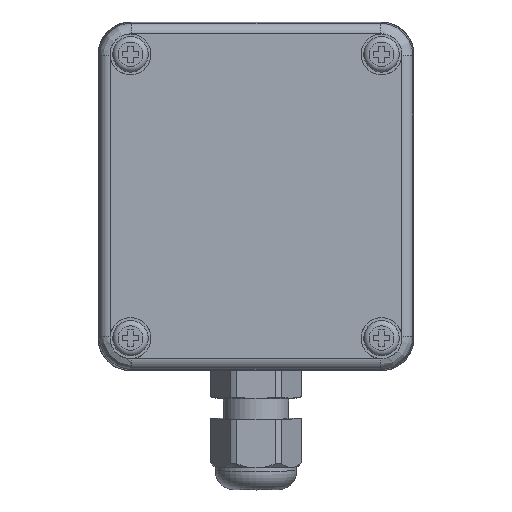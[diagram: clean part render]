
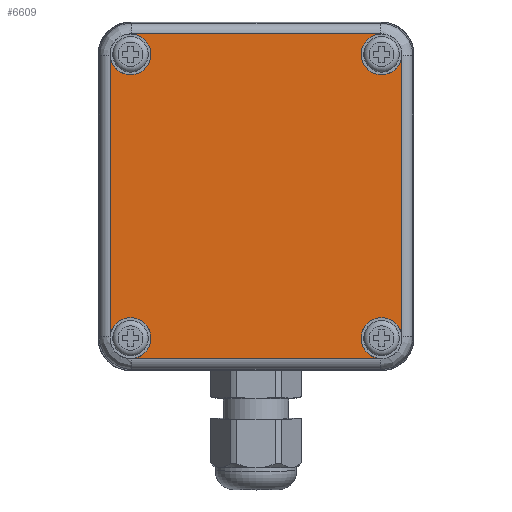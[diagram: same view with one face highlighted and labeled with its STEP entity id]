
A CAD part, top view. The second image highlights one B-rep face of the part: STEP entity #6609.
In plain terms, the highlighted planar face has unit normal (0, 0, 1).
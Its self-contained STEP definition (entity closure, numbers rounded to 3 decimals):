
#244=PLANE('',#7232);
#641=FACE_OUTER_BOUND('',#1064,.T.);
#1064=EDGE_LOOP('',(#5015,#5016,#5017,#5018,#5019,#5020,#5021,#5022,#5023,
#5024));
#1536=LINE('',#10867,#2029);
#1538=LINE('',#10872,#2031);
#1539=LINE('',#10977,#2032);
#1541=LINE('',#10980,#2034);
#2029=VECTOR('',#8474,45.331);
#2031=VECTOR('',#8480,45.331);
#2032=VECTOR('',#8487,51.331);
#2034=VECTOR('',#8491,51.331);
#2384=CIRCLE('',#6956,3.75);
#2389=CIRCLE('',#6966,3.75);
#2391=CIRCLE('',#6968,3.75);
#2395=CIRCLE('',#6976,3.75);
#2397=CIRCLE('',#6978,3.75);
#2401=CIRCLE('',#6985,3.75);
#2796=VERTEX_POINT('',#9979);
#2797=VERTEX_POINT('',#9980);
#2807=VERTEX_POINT('',#10033);
#2808=VERTEX_POINT('',#10035);
#2810=VERTEX_POINT('',#10040);
#2816=VERTEX_POINT('',#10068);
#2817=VERTEX_POINT('',#10070);
#2819=VERTEX_POINT('',#10075);
#2823=VERTEX_POINT('',#10087);
#2824=VERTEX_POINT('',#10088);
#3422=EDGE_CURVE('',#2796,#2797,#2384,.T.);
#3435=EDGE_CURVE('',#2808,#2807,#2389,.T.);
#3438=EDGE_CURVE('',#2810,#2808,#2391,.T.);
#3446=EDGE_CURVE('',#2817,#2816,#2395,.T.);
#3449=EDGE_CURVE('',#2819,#2817,#2397,.T.);
#3455=EDGE_CURVE('',#2823,#2824,#2401,.T.);
#3732=EDGE_CURVE('',#2796,#2824,#1536,.T.);
#3735=EDGE_CURVE('',#2810,#2816,#1538,.T.);
#3738=EDGE_CURVE('',#2823,#2807,#1539,.T.);
#3740=EDGE_CURVE('',#2819,#2797,#1541,.T.);
#5015=ORIENTED_EDGE('',*,*,#3455,.T.);
#5016=ORIENTED_EDGE('',*,*,#3732,.F.);
#5017=ORIENTED_EDGE('',*,*,#3422,.T.);
#5018=ORIENTED_EDGE('',*,*,#3740,.F.);
#5019=ORIENTED_EDGE('',*,*,#3449,.T.);
#5020=ORIENTED_EDGE('',*,*,#3446,.T.);
#5021=ORIENTED_EDGE('',*,*,#3735,.F.);
#5022=ORIENTED_EDGE('',*,*,#3438,.T.);
#5023=ORIENTED_EDGE('',*,*,#3435,.T.);
#5024=ORIENTED_EDGE('',*,*,#3738,.F.);
#6609=ADVANCED_FACE('',(#641),#244,.T.);
#6956=AXIS2_PLACEMENT_3D('',#9981,#7806,#7807);
#6966=AXIS2_PLACEMENT_3D('',#10036,#7828,#7829);
#6968=AXIS2_PLACEMENT_3D('',#10041,#7833,#7834);
#6976=AXIS2_PLACEMENT_3D('',#10071,#7850,#7851);
#6978=AXIS2_PLACEMENT_3D('',#10076,#7855,#7856);
#6985=AXIS2_PLACEMENT_3D('',#10089,#7870,#7871);
#7232=AXIS2_PLACEMENT_3D('',#11094,#8510,#8511);
#7806=DIRECTION('center_axis',(0.,0.,-1.));
#7807=DIRECTION('ref_axis',(1.,0.,0.));
#7828=DIRECTION('center_axis',(0.,0.,-1.));
#7829=DIRECTION('ref_axis',(1.,0.,0.));
#7833=DIRECTION('center_axis',(0.,0.,-1.));
#7834=DIRECTION('ref_axis',(1.,0.,0.));
#7850=DIRECTION('center_axis',(0.,0.,-1.));
#7851=DIRECTION('ref_axis',(1.,0.,0.));
#7855=DIRECTION('center_axis',(0.,0.,-1.));
#7856=DIRECTION('ref_axis',(1.,0.,0.));
#7870=DIRECTION('center_axis',(0.,0.,-1.));
#7871=DIRECTION('ref_axis',(1.,0.,0.));
#8474=DIRECTION('',(0.,-1.,0.));
#8480=DIRECTION('',(0.,1.,0.));
#8487=DIRECTION('',(-1.,0.,0.));
#8491=DIRECTION('',(1.,0.,0.));
#8510=DIRECTION('center_axis',(0.,0.,1.));
#8511=DIRECTION('ref_axis',(1.,0.,0.));
#9979=CARTESIAN_POINT('',(29.735,22.666,10.));
#9980=CARTESIAN_POINT('',(25.666,26.735,10.));
#9981=CARTESIAN_POINT('Origin',(26.,23.,10.));
#10033=CARTESIAN_POINT('',(-25.666,-26.735,10.));
#10035=CARTESIAN_POINT('',(-22.25,-23.,10.));
#10036=CARTESIAN_POINT('Origin',(-26.,-23.,10.));
#10040=CARTESIAN_POINT('',(-29.735,-22.666,10.));
#10041=CARTESIAN_POINT('Origin',(-26.,-23.,10.));
#10068=CARTESIAN_POINT('',(-29.735,22.666,10.));
#10070=CARTESIAN_POINT('',(-22.25,23.,10.));
#10071=CARTESIAN_POINT('Origin',(-26.,23.,10.));
#10075=CARTESIAN_POINT('',(-25.666,26.735,10.));
#10076=CARTESIAN_POINT('Origin',(-26.,23.,10.));
#10087=CARTESIAN_POINT('',(25.666,-26.735,10.));
#10088=CARTESIAN_POINT('',(29.735,-22.666,10.));
#10089=CARTESIAN_POINT('Origin',(26.,-23.,10.));
#10867=CARTESIAN_POINT('',(29.735,22.666,10.));
#10872=CARTESIAN_POINT('',(-29.735,-22.666,10.));
#10977=CARTESIAN_POINT('',(25.666,-26.735,10.));
#10980=CARTESIAN_POINT('',(-25.666,26.735,10.));
#11094=CARTESIAN_POINT('Origin',(0.,0.,10.));
